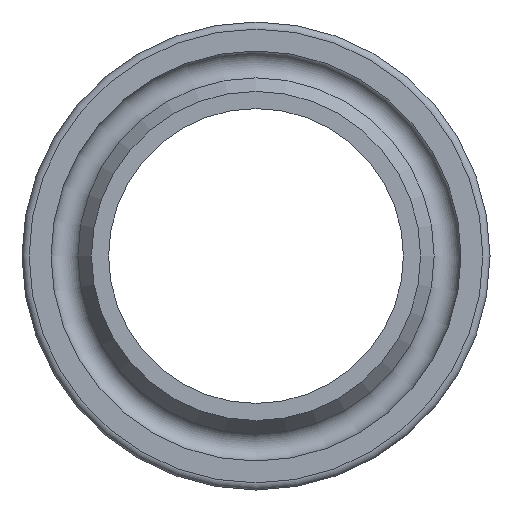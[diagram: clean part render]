
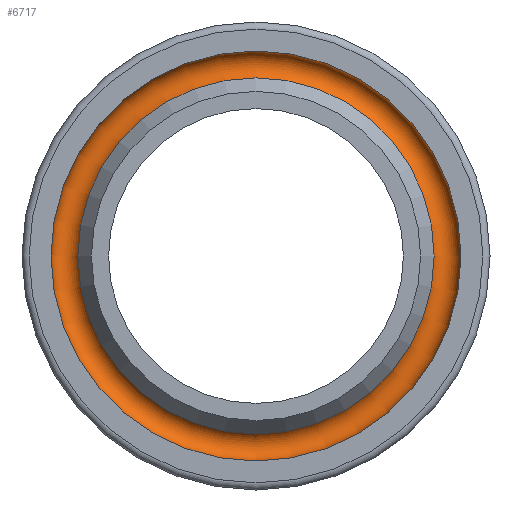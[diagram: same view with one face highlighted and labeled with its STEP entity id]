
A CAD part, left-side view. The second image highlights one B-rep face of the part: STEP entity #6717.
In plain terms, the highlighted toroidal (fillet/blend) face has major radius 10.16 mm and minor radius 0.787 mm.
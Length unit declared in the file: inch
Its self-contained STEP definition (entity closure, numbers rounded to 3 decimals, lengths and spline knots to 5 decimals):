
#20=TOROIDAL_SURFACE('',#7168,0.4,0.031);
#118=FACE_BOUND('',#1241,.T.);
#816=FACE_OUTER_BOUND('',#1240,.T.);
#1240=EDGE_LOOP('',(#6273));
#1241=EDGE_LOOP('',(#6274));
#1421=CIRCLE('',#7167,0.37461);
#1422=CIRCLE('',#7169,0.431);
#3314=VERTEX_POINT('',#14419);
#3315=VERTEX_POINT('',#14422);
#4301=EDGE_CURVE('',#3314,#3314,#1421,.T.);
#4302=EDGE_CURVE('',#3315,#3315,#1422,.T.);
#6273=ORIENTED_EDGE('',*,*,#4302,.T.);
#6274=ORIENTED_EDGE('',*,*,#4301,.F.);
#6717=ADVANCED_FACE('',(#816,#118),#20,.F.);
#7167=AXIS2_PLACEMENT_3D('',#14420,#8529,#8530);
#7168=AXIS2_PLACEMENT_3D('',#14421,#8531,#8532);
#7169=AXIS2_PLACEMENT_3D('',#14423,#8533,#8534);
#8529=DIRECTION('center_axis',(-1.,0.,0.));
#8530=DIRECTION('ref_axis',(0.,0.,1.));
#8531=DIRECTION('center_axis',(-1.,0.,0.));
#8532=DIRECTION('ref_axis',(0.,0.,1.));
#8533=DIRECTION('center_axis',(-1.,0.,0.));
#8534=DIRECTION('ref_axis',(0.,0.,1.));
#14419=CARTESIAN_POINT('',(0.07178,0.37461,0.));
#14420=CARTESIAN_POINT('Origin',(0.07178,0.,0.));
#14421=CARTESIAN_POINT('Origin',(0.054,0.,0.));
#14422=CARTESIAN_POINT('',(0.054,0.431,0.));
#14423=CARTESIAN_POINT('Origin',(0.054,0.,0.));
